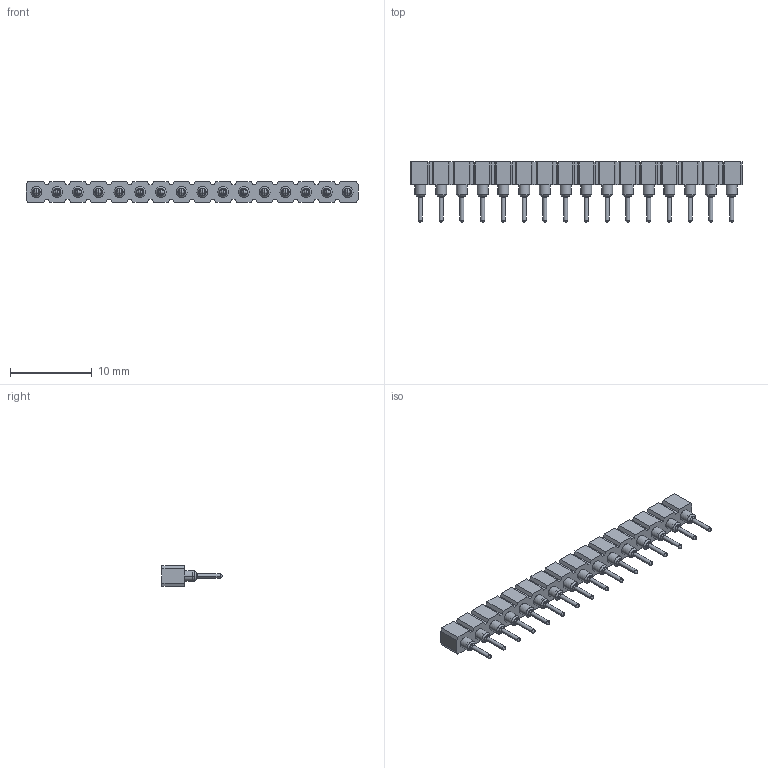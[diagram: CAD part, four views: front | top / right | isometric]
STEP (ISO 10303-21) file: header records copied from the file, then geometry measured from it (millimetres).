
FILE_DESCRIPTION (( 'STEP AP214' ), '1' );
FILE_NAME ('310-87-116-41-001101.STEP', '2021-03-04T07:42:55', ( '' ), ( '' ), 'SwSTEP 2.0', 'SolidWorks 2020', '' );
FILE_SCHEMA (( 'AUTOMOTIVE_DESIGN' ));
Length unit declared in the file: millimetre
Products named in the file (1): 310-87-116-41-001101
Bounding box: 40.64 x 7.37 x 2.54 mm (x, y, z)
Surface area: 928 mm2 (no closed solid volume)
Topology: 0 solids, 1 shells, 722 faces, 1696 edges, 1008 vertices
Faces by surface type: cone 256, cylinder 224, plane 178, torus 64
Entity records: 21829 total; most frequent: DIRECTION 3910, CARTESIAN_POINT 3395, ORIENTED_EDGE 3296, EDGE_CURVE 1664, AXIS2_PLACEMENT_3D 1523, VERTEX_POINT 1008, LINE 864, VECTOR 864
